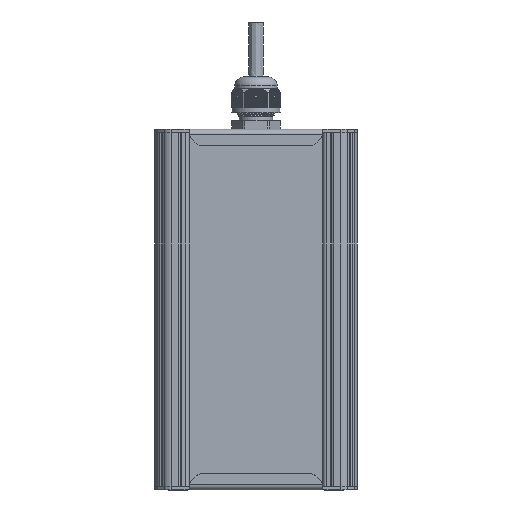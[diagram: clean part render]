
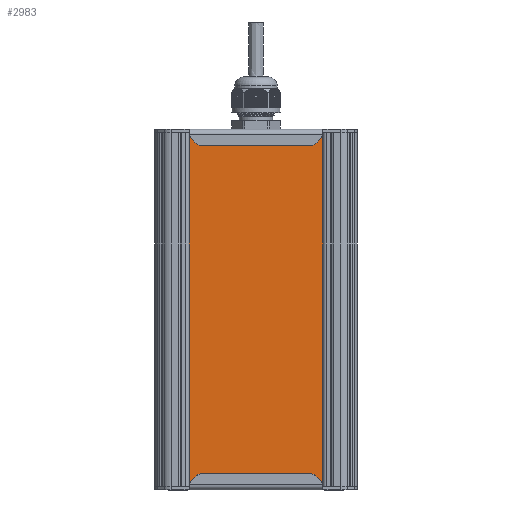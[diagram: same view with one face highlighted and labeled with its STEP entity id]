
A CAD part, front view. The second image highlights one B-rep face of the part: STEP entity #2983.
In plain terms, the highlighted face is planar.
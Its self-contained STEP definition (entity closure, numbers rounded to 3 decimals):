
#2983=ADVANCED_FACE('',(#10015),#10017,.T.);
#10015=FACE_BOUND('',#10016,.T.);
#10016=EDGE_LOOP('',(#36401,#36402,#36403,#36404));
#10017=PLANE('',#10018);
#10018=AXIS2_PLACEMENT_3D('',#10019,#10020,#10021);
#10019=CARTESIAN_POINT('',(120.465,593.492,117.308));
#10020=DIRECTION('',(0.,0.,-1.));
#10021=DIRECTION('',(0.,1.,0.));
#36401=ORIENTED_EDGE('',*,*,#42699,.T.);
#36402=ORIENTED_EDGE('',*,*,#42698,.F.);
#36403=ORIENTED_EDGE('',*,*,#42700,.T.);
#36404=ORIENTED_EDGE('',*,*,#42701,.T.);
#42698=EDGE_CURVE('',#48208,#48206,#48210,.T.);
#42699=EDGE_CURVE('',#48211,#48206,#48212,.T.);
#42700=EDGE_CURVE('',#48208,#48213,#48214,.T.);
#42701=EDGE_CURVE('',#48213,#48211,#48215,.T.);
#48206=VERTEX_POINT('',#67856);
#48208=VERTEX_POINT('',#67860);
#48210=LINE('',#67864,#67865);
#48211=VERTEX_POINT('',#67867);
#48212=LINE('',#67868,#67869);
#48213=VERTEX_POINT('',#67871);
#48214=LINE('',#67872,#67873);
#48215=LINE('',#67875,#67876);
#67856=CARTESIAN_POINT('',(316.465,593.492,117.308));
#67860=CARTESIAN_POINT('',(120.465,593.492,117.308));
#67864=CARTESIAN_POINT('',(120.465,593.492,117.308));
#67865=VECTOR('',#67866,1.);
#67866=DIRECTION('',(1.,0.,0.));
#67867=CARTESIAN_POINT('',(316.465,679.838,117.308));
#67868=CARTESIAN_POINT('',(316.465,679.838,117.308));
#67869=VECTOR('',#67870,1.);
#67870=DIRECTION('',(0.,-1.,0.));
#67871=CARTESIAN_POINT('',(120.465,679.838,117.308));
#67872=CARTESIAN_POINT('',(120.465,593.492,117.308));
#67873=VECTOR('',#67874,1.);
#67874=DIRECTION('',(0.,1.,0.));
#67875=CARTESIAN_POINT('',(120.465,679.838,117.308));
#67876=VECTOR('',#67877,1.);
#67877=DIRECTION('',(1.,0.,0.));
